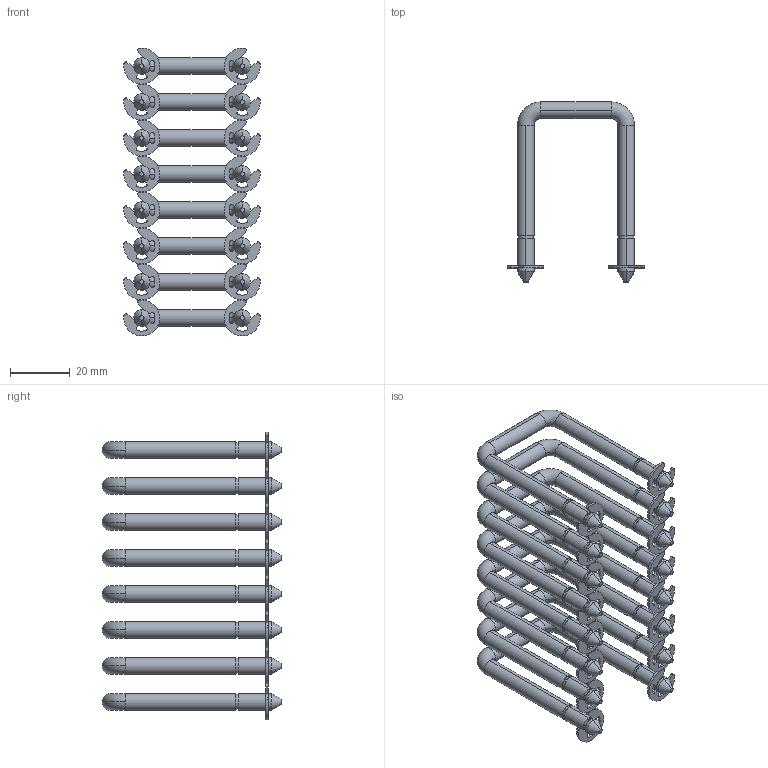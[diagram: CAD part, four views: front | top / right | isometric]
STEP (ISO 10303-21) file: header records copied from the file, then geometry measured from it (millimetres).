
FILE_DESCRIPTION (( 'STEP AP203' ), '1' );
FILE_NAME ('UR50601010708 暑祜脲牝 磬痼骓 耦邃桧栩咫彘 RS52 (8) (000.801.320).STEP', '2022-04-18T05:51:32', ( '' ), ( '' ), 'SwSTEP 2.0', 'SolidWorks 2017', '' );
FILE_SCHEMA (( 'CONFIG_CONTROL_DESIGN' ));
Length unit declared in the file: millimetre
Products named in the file (3): 嵑殧趌11648_d5; UR50601010708 暑祜脲牝 磬痼骓 耦邃桧栩咫彘 RS52 (8) (000.801.320); 016-91 ﾘ 裝竟頸褄 瑶魵 LC3
Assembly tree (24 placements, depth 2):
  UR50601010708 暑祜脲牝 磬痼骓 耦邃桧栩咫彘 RS52 (8) (000.801.320)
    016-91 ﾘ 裝竟頸褄 瑶魵 LC3  x8
    嵑殧趌11648_d5  x16
Bounding box: 45.5 x 59.95 x 95.99 mm (x, y, z)
Volume: 27246.9 mm3; surface area: 22593.2 mm2
Topology: 24 solids, 24 shells, 688 faces, 1696 edges, 1120 vertices
Faces by surface type: cylinder 416, plane 208, torus 32, cone 32
Entity records: 2870 total; most frequent: DIRECTION 419, CARTESIAN_POINT 337, ORIENTED_EDGE 298, AXIS2_PLACEMENT_3D 180, EDGE_CURVE 149, VERTEX_POINT 98, CIRCLE 90, EDGE_LOOP 71
